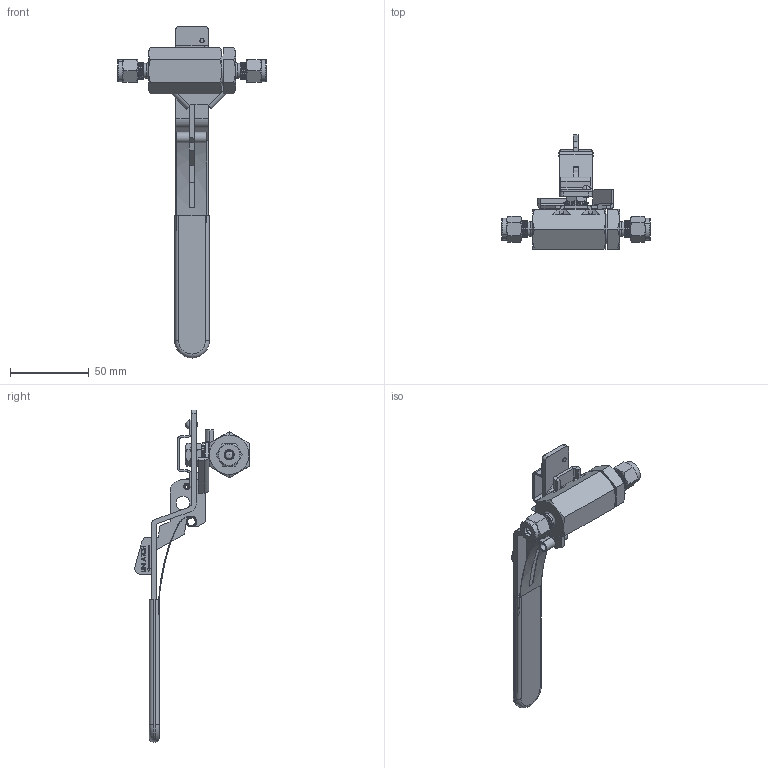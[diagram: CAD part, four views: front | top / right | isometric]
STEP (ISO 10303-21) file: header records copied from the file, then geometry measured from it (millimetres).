
FILE_DESCRIPTION (( 'STEP AP203' ), '1' );
FILE_NAME ('8204XXC4LL.step', '2018-03-12T13:25:47', ( '' ), ( '' ), 'SwSTEP 2.0', 'SolidWorks 2017', '' );
FILE_SCHEMA (( 'CONFIG_CONTROL_DESIGN' ));
Products named in the file (1): 8204XXC4LL
Bounding box: 94.45 x 72.62 x 210.88 mm (x, y, z)
Volume: 60524.1 mm3; surface area: 51810.4 mm2
Topology: 28 solids, 28 shells, 1006 faces, 2559 edges, 1652 vertices
Faces by surface type: plane 438, cylinder 278, bspline 142, cone 116, torus 24, sphere 8
Entity records: 65070 total; most frequent: CARTESIAN_POINT 42254, ORIENTED_EDGE 5098, DIRECTION 4164, EDGE_CURVE 2549, VERTEX_POINT 1646, AXIS2_PLACEMENT_3D 1403, VECTOR 1358, LINE 1358
